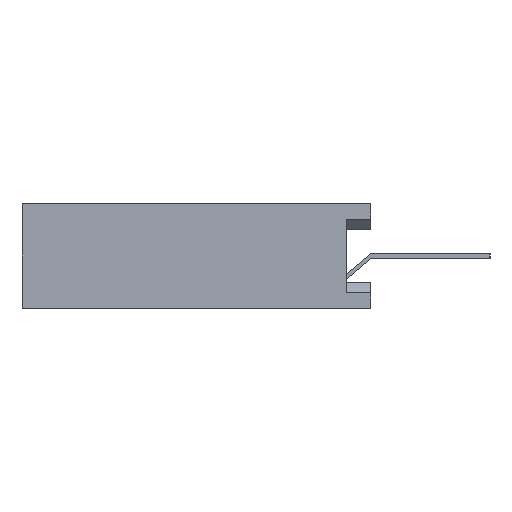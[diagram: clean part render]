
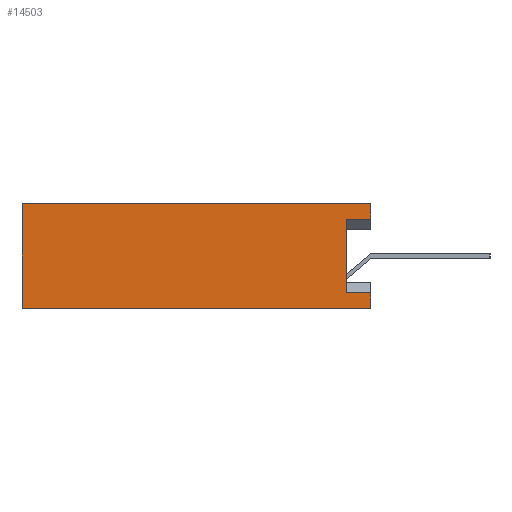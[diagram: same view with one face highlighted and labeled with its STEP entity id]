
A CAD part, left-side view. The second image highlights one B-rep face of the part: STEP entity #14503.
In plain terms, the highlighted planar face has unit normal (-1, 0, 0).
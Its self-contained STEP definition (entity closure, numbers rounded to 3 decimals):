
#17=DIRECTION('',(0.,-1.,0.));
#18=VECTOR('',#17,8.5);
#19=CARTESIAN_POINT('',(-22.86,4.25,-1.27));
#20=LINE('',#19,#18);
#613=DIRECTION('',(0.,0.,1.));
#614=VECTOR('',#613,0.37);
#615=CARTESIAN_POINT('',(-22.86,-4.25,-1.27));
#616=LINE('',#615,#614);
#629=DIRECTION('',(0.,0.,1.));
#630=VECTOR('',#629,0.37);
#631=CARTESIAN_POINT('',(-22.86,-4.25,0.9));
#632=LINE('',#631,#630);
#1077=DIRECTION('',(0.,0.,1.));
#1078=VECTOR('',#1077,2.54);
#1079=CARTESIAN_POINT('',(-22.86,4.25,-1.27));
#1080=LINE('',#1079,#1078);
#1081=DIRECTION('',(0.,1.,0.));
#1082=VECTOR('',#1081,0.6);
#1083=CARTESIAN_POINT('',(-22.86,-4.25,0.9));
#1084=LINE('',#1083,#1082);
#1085=DIRECTION('',(0.,0.,1.));
#1086=VECTOR('',#1085,1.8);
#1087=CARTESIAN_POINT('',(-22.86,-3.65,-0.9));
#1088=LINE('',#1087,#1086);
#1089=DIRECTION('',(0.,1.,0.));
#1090=VECTOR('',#1089,0.6);
#1091=CARTESIAN_POINT('',(-22.86,-4.25,-0.9));
#1092=LINE('',#1091,#1090);
#1965=DIRECTION('',(0.,-1.,0.));
#1966=VECTOR('',#1965,8.5);
#1967=CARTESIAN_POINT('',(-22.86,4.25,1.27));
#1968=LINE('',#1967,#1966);
#9937=CARTESIAN_POINT('',(-22.86,4.25,-1.27));
#9938=CARTESIAN_POINT('',(-22.86,-4.25,-1.27));
#9939=VERTEX_POINT('',#9937);
#9940=VERTEX_POINT('',#9938);
#9945=CARTESIAN_POINT('',(-22.86,4.25,1.27));
#9946=CARTESIAN_POINT('',(-22.86,-4.25,1.27));
#9947=VERTEX_POINT('',#9945);
#9948=VERTEX_POINT('',#9946);
#10073=CARTESIAN_POINT('',(-22.86,-4.25,-0.9));
#10074=VERTEX_POINT('',#10073);
#10075=CARTESIAN_POINT('',(-22.86,-4.25,0.9));
#10076=VERTEX_POINT('',#10075);
#10089=CARTESIAN_POINT('',(-22.86,-3.65,-0.9));
#10090=CARTESIAN_POINT('',(-22.86,-3.65,0.9));
#10091=VERTEX_POINT('',#10089);
#10092=VERTEX_POINT('',#10090);
#14483=CARTESIAN_POINT('',(-22.86,4.25,-1.27));
#14484=DIRECTION('',(-1.,0.,0.));
#14485=DIRECTION('',(0.,-1.,0.));
#14486=AXIS2_PLACEMENT_3D('',#14483,#14484,#14485);
#14487=PLANE('',#14486);
#14488=ORIENTED_EDGE('',*,*,#13912,.F.);
#14489=ORIENTED_EDGE('',*,*,#13166,.F.);
#14491=ORIENTED_EDGE('',*,*,#14490,.T.);
#14493=ORIENTED_EDGE('',*,*,#14492,.T.);
#14494=ORIENTED_EDGE('',*,*,#13928,.F.);
#14496=ORIENTED_EDGE('',*,*,#14495,.T.);
#14498=ORIENTED_EDGE('',*,*,#14497,.F.);
#14500=ORIENTED_EDGE('',*,*,#14499,.F.);
#14501=EDGE_LOOP('',(#14488,#14489,#14491,#14493,#14494,#14496,#14498,#14500));
#14502=FACE_OUTER_BOUND('',#14501,.F.);
#14503=ADVANCED_FACE('',(#14502),#14487,.T.);
#13166=EDGE_CURVE('',#9939,#9940,#20,.T.);
#13912=EDGE_CURVE('',#9940,#10074,#616,.T.);
#13928=EDGE_CURVE('',#10076,#9948,#632,.T.);
#14490=EDGE_CURVE('',#9939,#9947,#1080,.T.);
#14492=EDGE_CURVE('',#9947,#9948,#1968,.T.);
#14495=EDGE_CURVE('',#10076,#10092,#1084,.T.);
#14497=EDGE_CURVE('',#10091,#10092,#1088,.T.);
#14499=EDGE_CURVE('',#10074,#10091,#1092,.T.);
